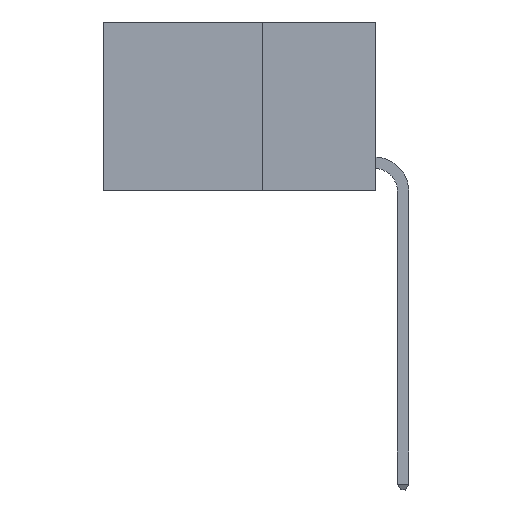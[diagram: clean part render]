
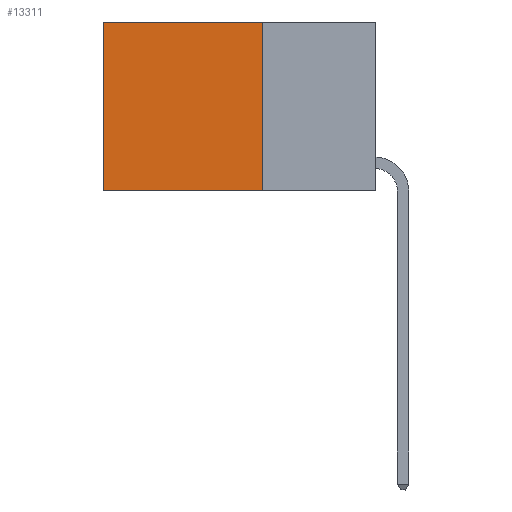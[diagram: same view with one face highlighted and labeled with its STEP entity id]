
A CAD part, left-side view. The second image highlights one B-rep face of the part: STEP entity #13311.
In plain terms, the highlighted planar face has unit normal (-1, 0, 0).
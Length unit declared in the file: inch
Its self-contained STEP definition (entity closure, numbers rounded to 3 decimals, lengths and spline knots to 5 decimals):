
#417 = VECTOR ( 'NONE', #25224, 39.37008 ) ;
#3422 = ORIENTED_EDGE ( 'NONE', *, *, #27644, .T. ) ;
#5014 = VECTOR ( 'NONE', #25643, 39.37008 ) ;
#5716 = LINE ( 'NONE', #26386, #17233 ) ;
#7126 = CARTESIAN_POINT ( 'NONE',  ( 0.2625, 0.25, -0.37 ) ) ;
#7407 = EDGE_CURVE ( 'NONE', #13196, #8417, #5716, .T. ) ;
#7499 = ORIENTED_EDGE ( 'NONE', *, *, #7407, .T. ) ;
#7506 = VERTEX_POINT ( 'NONE', #13036 ) ;
#7868 = PLANE ( 'NONE',  #18360 ) ;
#8231 = CARTESIAN_POINT ( 'NONE',  ( 0.2625, 0.25, 0. ) ) ;
#8268 = ORIENTED_EDGE ( 'NONE', *, *, #26118, .F. ) ;
#8417 = VERTEX_POINT ( 'NONE', #21247 ) ;
#10283 = DIRECTION ( 'NONE',  ( 0., 0., -1. ) ) ;
#10619 = ORIENTED_EDGE ( 'NONE', *, *, #25151, .F. ) ;
#11577 = CARTESIAN_POINT ( 'NONE',  ( 0.2625, 0.25, 0. ) ) ;
#12501 = CARTESIAN_POINT ( 'NONE',  ( 0.2625, 0.25, 0. ) ) ;
#13036 = CARTESIAN_POINT ( 'NONE',  ( 0.2625, 0.25, 0. ) ) ;
#13196 = VERTEX_POINT ( 'NONE', #16718 ) ;
#13311 = ADVANCED_FACE ( 'NONE', ( #24979 ), #7868, .F. ) ;
#13475 = VECTOR ( 'NONE', #24304, 39.37008 ) ;
#16718 = CARTESIAN_POINT ( 'NONE',  ( 0.2625, 0.6, 0. ) ) ;
#17233 = VECTOR ( 'NONE', #24092, 39.37008 ) ;
#18360 = AXIS2_PLACEMENT_3D ( 'NONE', #12501, #23945, #10283 ) ;
#19503 = LINE ( 'NONE', #8231, #13475 ) ;
#21247 = CARTESIAN_POINT ( 'NONE',  ( 0.2625, 0.6, -0.37 ) ) ;
#22503 = EDGE_LOOP ( 'NONE', ( #7499, #10619, #8268, #3422 ) ) ;
#23296 = LINE ( 'NONE', #23368, #5014 ) ;
#23368 = CARTESIAN_POINT ( 'NONE',  ( 0.2625, 0.25, -0.37 ) ) ;
#23945 = DIRECTION ( 'NONE',  ( 1., 0., 0. ) ) ;
#24092 = DIRECTION ( 'NONE',  ( 0., 0., -1. ) ) ;
#24304 = DIRECTION ( 'NONE',  ( 0., 0., -1. ) ) ;
#24745 = LINE ( 'NONE', #11577, #417 ) ;
#24979 = FACE_OUTER_BOUND ( 'NONE', #22503, .T. ) ;
#25151 = EDGE_CURVE ( 'NONE', #27802, #8417, #23296, .T. ) ;
#25224 = DIRECTION ( 'NONE',  ( 0., 1., 0. ) ) ;
#25643 = DIRECTION ( 'NONE',  ( 0., 1., 0. ) ) ;
#26118 = EDGE_CURVE ( 'NONE', #7506, #27802, #19503, .T. ) ;
#26386 = CARTESIAN_POINT ( 'NONE',  ( 0.2625, 0.6, 0. ) ) ;
#27644 = EDGE_CURVE ( 'NONE', #7506, #13196, #24745, .T. ) ;
#27802 = VERTEX_POINT ( 'NONE', #7126 ) ;
